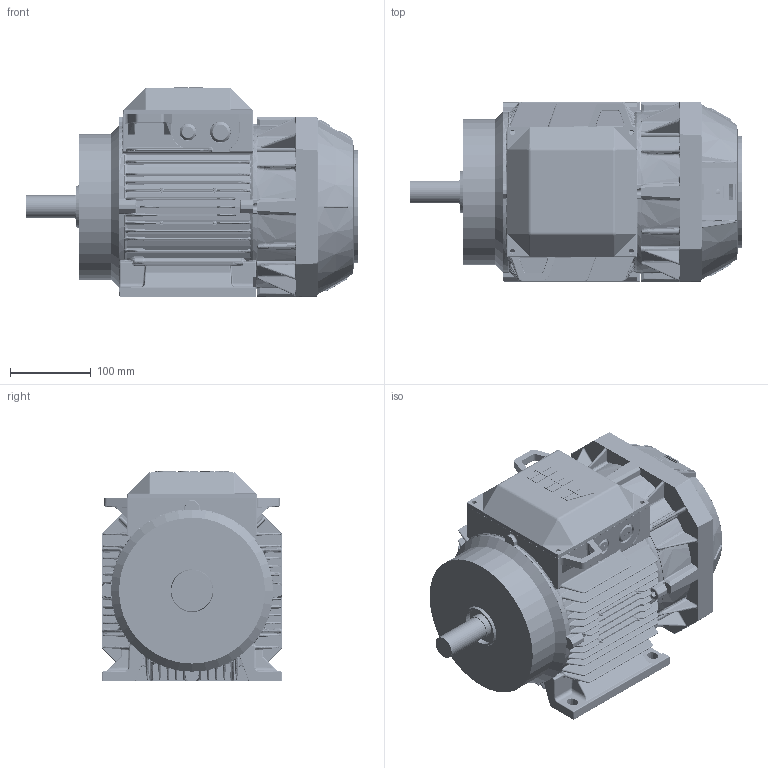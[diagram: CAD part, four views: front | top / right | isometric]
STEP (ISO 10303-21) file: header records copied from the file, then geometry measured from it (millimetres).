
FILE_DESCRIPTION(/* description */ (''),/* implementation_level */ '2;1');
FILE_NAME(/* name */ 'M3AA IE3 112L B3.stp',/* time_stamp */ '2015-08-06T15:22:20+02:00',/* author */ (''),/* organization */ (''),/* preprocessor_version */ 'ST-DEVELOPER v14',/* originating_system */ 'SIEMENS PLM Software NX 8.0',/* authorisation */ '');
FILE_SCHEMA (('AUTOMOTIVE_DESIGN { 1 0 10303 214 3 1 1 1 }'));
Products named in the file (1): M3AA IE3 112L B3_stp
Bounding box: 410 x 222 x 259.75 mm (x, y, z)
Surface area: 888534.7 mm2 (no closed solid volume)
Topology: 0 solids, 4818 shells, 4818 faces, 23664 edges, 23200 vertices
Faces by surface type: bspline 2143, cylinder 1185, plane 873, sphere 241, torus 232, cone 144
Full cylindrical faces by diameter (mm): 133.966 x1, 180 x1, 193 x2, 195.895 x1
Entity records: 352197 total; most frequent: CARTESIAN_POINT 162066, ORIENTED_EDGE 23196, VERTEX_POINT 23196, EDGE_CURVE 23196, DIRECTION 20790, B_SPLINE_CURVE_WITH_KNOTS 11710, LINE 7128, VECTOR 7128
